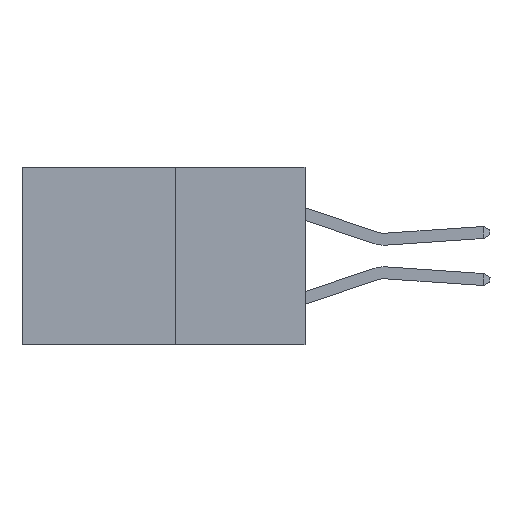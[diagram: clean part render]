
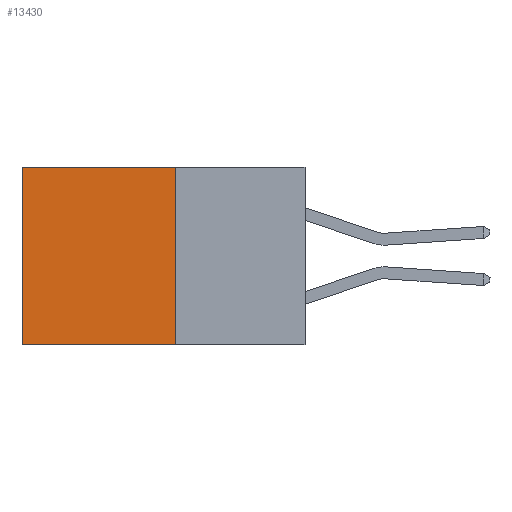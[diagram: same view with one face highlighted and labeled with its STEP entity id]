
A CAD part, left-side view. The second image highlights one B-rep face of the part: STEP entity #13430.
In plain terms, the highlighted planar face has unit normal (-1, 0, 0).
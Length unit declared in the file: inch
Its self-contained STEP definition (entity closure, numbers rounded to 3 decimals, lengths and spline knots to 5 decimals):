
#790 = FACE_OUTER_BOUND ( 'NONE', #7874, .T. ) ;
#1026 = DIRECTION ( 'NONE',  ( 1., 0., 0. ) ) ;
#1347 = LINE ( 'NONE', #16462, #12856 ) ;
#1388 = CARTESIAN_POINT ( 'NONE',  ( 0.277, 0.27, -0.37 ) ) ;
#2451 = VERTEX_POINT ( 'NONE', #17019 ) ;
#2843 = ORIENTED_EDGE ( 'NONE', *, *, #9837, .T. ) ;
#3139 = ORIENTED_EDGE ( 'NONE', *, *, #15423, .F. ) ;
#3847 = VERTEX_POINT ( 'NONE', #1388 ) ;
#4650 = CARTESIAN_POINT ( 'NONE',  ( 0.277, 0.59, -0.37 ) ) ;
#5442 = EDGE_CURVE ( 'NONE', #3847, #2451, #6653, .T. ) ;
#5556 = ORIENTED_EDGE ( 'NONE', *, *, #15558, .T. ) ;
#5725 = LINE ( 'NONE', #16022, #16633 ) ;
#6181 = DIRECTION ( 'NONE',  ( 0., 0., -1. ) ) ;
#6653 = LINE ( 'NONE', #9001, #17968 ) ;
#7874 = EDGE_LOOP ( 'NONE', ( #2843, #15561, #3139, #5556 ) ) ;
#8992 = DIRECTION ( 'NONE',  ( 0., 1., 0. ) ) ;
#9001 = CARTESIAN_POINT ( 'NONE',  ( 0.277, 0.27, -0.37 ) ) ;
#9837 = EDGE_CURVE ( 'NONE', #18295, #2451, #14806, .T. ) ;
#9982 = CARTESIAN_POINT ( 'NONE',  ( 0.277, 0.27, -0.37 ) ) ;
#10691 = VECTOR ( 'NONE', #6181, 39.37008 ) ;
#11444 = DIRECTION ( 'NONE',  ( 0., 0., -1. ) ) ;
#11900 = VERTEX_POINT ( 'NONE', #11920 ) ;
#11920 = CARTESIAN_POINT ( 'NONE',  ( 0.277, 0.27, 0. ) ) ;
#12856 = VECTOR ( 'NONE', #8992, 39.37008 ) ;
#13141 = CARTESIAN_POINT ( 'NONE',  ( 0.277, 0.59, 0. ) ) ;
#13430 = ADVANCED_FACE ( 'NONE', ( #790 ), #16012, .F. ) ;
#14431 = DIRECTION ( 'NONE',  ( 0., 1., 0. ) ) ;
#14806 = LINE ( 'NONE', #4650, #10691 ) ;
#15423 = EDGE_CURVE ( 'NONE', #11900, #3847, #5725, .T. ) ;
#15558 = EDGE_CURVE ( 'NONE', #11900, #18295, #1347, .T. ) ;
#15561 = ORIENTED_EDGE ( 'NONE', *, *, #5442, .F. ) ;
#16012 = PLANE ( 'NONE',  #17492 ) ;
#16022 = CARTESIAN_POINT ( 'NONE',  ( 0.277, 0.27, -0.37 ) ) ;
#16462 = CARTESIAN_POINT ( 'NONE',  ( 0.277, 0.27, 0. ) ) ;
#16633 = VECTOR ( 'NONE', #17462, 39.37008 ) ;
#17019 = CARTESIAN_POINT ( 'NONE',  ( 0.277, 0.59, -0.37 ) ) ;
#17462 = DIRECTION ( 'NONE',  ( 0., 0., -1. ) ) ;
#17492 = AXIS2_PLACEMENT_3D ( 'NONE', #9982, #1026, #11444 ) ;
#17968 = VECTOR ( 'NONE', #14431, 39.37008 ) ;
#18295 = VERTEX_POINT ( 'NONE', #13141 ) ;
